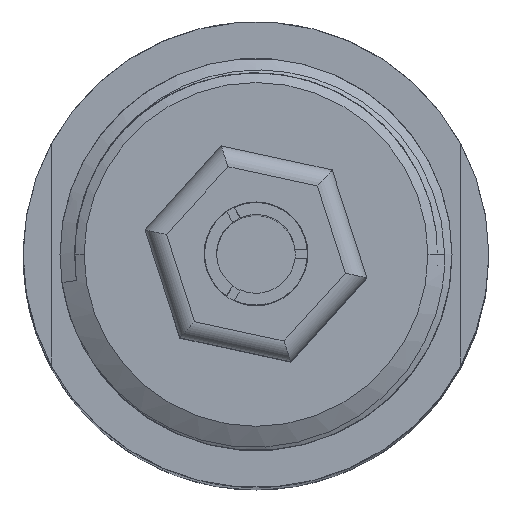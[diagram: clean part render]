
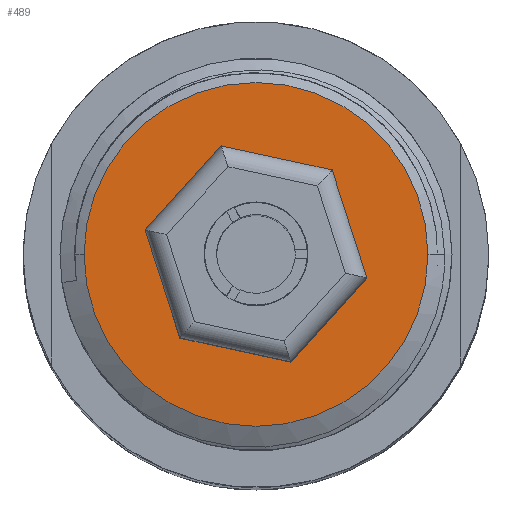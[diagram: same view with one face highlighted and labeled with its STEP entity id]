
A CAD part, top view. The second image highlights one B-rep face of the part: STEP entity #489.
In plain terms, the highlighted planar face has unit normal (0, 0, 1).
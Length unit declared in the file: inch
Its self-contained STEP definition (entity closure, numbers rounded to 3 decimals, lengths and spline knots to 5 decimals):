
#454 = ORIENTED_EDGE ( 'NONE', *, *, #5713, .T. ) ;
#476 = ORIENTED_EDGE ( 'NONE', *, *, #491, .T. ) ;
#477 = EDGE_LOOP ( 'NONE', ( #478, #479 ) ) ;
#478 = ORIENTED_EDGE ( 'NONE', *, *, #5650, .F. ) ;
#479 = ORIENTED_EDGE ( 'NONE', *, *, #2620, .F. ) ;
#489 = ADVANCED_FACE ( 'NONE', ( #1288, #1308 ), #1282, .F. ) ;
#491 = EDGE_CURVE ( 'NONE', #5479, #5474, #1276, .T. ) ;
#523 = EDGE_LOOP ( 'NONE', ( #454, #476 ) ) ;
#1273 = DIRECTION ( 'NONE',  ( -1., 0., 0. ) ) ;
#1274 = DIRECTION ( 'NONE',  ( 0., 0., -1. ) ) ;
#1275 = AXIS2_PLACEMENT_3D ( 'NONE', #1283, #1274, #1273 ) ;
#1276 = CIRCLE ( 'NONE', #1275, 0.125 ) ;
#1278 = DIRECTION ( 'NONE',  ( -1., 0., 0. ) ) ;
#1279 = DIRECTION ( 'NONE',  ( 0., 0., -1. ) ) ;
#1280 = CARTESIAN_POINT ( 'NONE',  ( 0.3125, 0., 0.28 ) ) ;
#1281 = AXIS2_PLACEMENT_3D ( 'NONE', #1280, #1279, #1278 ) ;
#1282 = PLANE ( 'NONE',  #1281 ) ;
#1283 = CARTESIAN_POINT ( 'NONE',  ( 0., 0., 0.28 ) ) ;
#1288 = FACE_BOUND ( 'NONE', #523, .T. ) ;
#1308 = FACE_OUTER_BOUND ( 'NONE', #477, .T. ) ;
#1318 = DIRECTION ( 'NONE',  ( -1., 0., 0. ) ) ;
#1319 = DIRECTION ( 'NONE',  ( 0., 0., -1. ) ) ;
#1320 = AXIS2_PLACEMENT_3D ( 'NONE', #1327, #1319, #1318 ) ;
#1321 = CIRCLE ( 'NONE', #1320, 0.2732 ) ;
#1327 = CARTESIAN_POINT ( 'NONE',  ( 0., 0., 0.28 ) ) ;
#2620 = EDGE_CURVE ( 'NONE', #5652, #5651, #1321, .T. ) ;
#2829 = CARTESIAN_POINT ( 'NONE',  ( -0.125, 0., 0.28 ) ) ;
#2886 = CARTESIAN_POINT ( 'NONE',  ( 0.125, 0., 0.28 ) ) ;
#3705 = CARTESIAN_POINT ( 'NONE',  ( 0.2732, 0., 0.28 ) ) ;
#3706 = CARTESIAN_POINT ( 'NONE',  ( -0.2732, 0., 0.28 ) ) ;
#3707 = DIRECTION ( 'NONE',  ( -1., 0., 0. ) ) ;
#3708 = DIRECTION ( 'NONE',  ( 0., 0., -1. ) ) ;
#3709 = CARTESIAN_POINT ( 'NONE',  ( 0., 0., 0.28 ) ) ;
#3710 = AXIS2_PLACEMENT_3D ( 'NONE', #3709, #3708, #3707 ) ;
#3763 = CIRCLE ( 'NONE', #3710, 0.2732 ) ;
#4367 = DIRECTION ( 'NONE',  ( -1., 0., 0. ) ) ;
#4368 = DIRECTION ( 'NONE',  ( 0., 0., -1. ) ) ;
#4369 = CARTESIAN_POINT ( 'NONE',  ( 0., 0., 0.28 ) ) ;
#4370 = AXIS2_PLACEMENT_3D ( 'NONE', #4369, #4368, #4367 ) ;
#4371 = CIRCLE ( 'NONE', #4370, 0.125 ) ;
#5474 = VERTEX_POINT ( 'NONE', #2829 ) ;
#5479 = VERTEX_POINT ( 'NONE', #2886 ) ;
#5650 = EDGE_CURVE ( 'NONE', #5651, #5652, #3763, .T. ) ;
#5651 = VERTEX_POINT ( 'NONE', #3706 ) ;
#5652 = VERTEX_POINT ( 'NONE', #3705 ) ;
#5713 = EDGE_CURVE ( 'NONE', #5474, #5479, #4371, .T. ) ;
